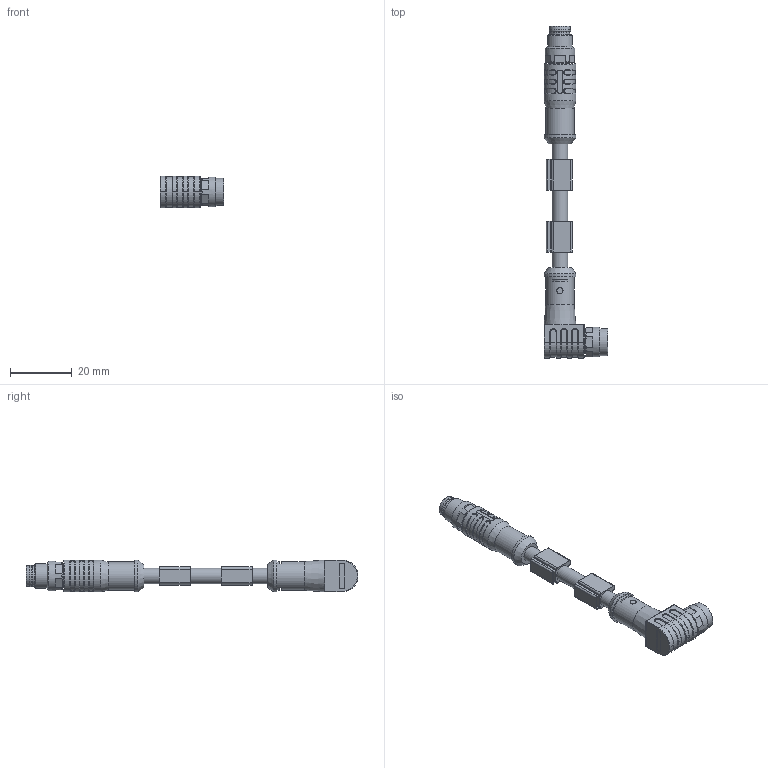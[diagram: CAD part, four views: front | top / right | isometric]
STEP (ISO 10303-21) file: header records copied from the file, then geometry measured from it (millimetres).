
FILE_DESCRIPTION(/* description */ (''),/* implementation_level */ '2;1');
FILE_NAME(/* name */ 'AL-SWKPS4_AL-SSPS4.stp',/* time_stamp */ '2015-11-12T15:58:51+01:00',/* author */ (''),/* organization */ (''),/* preprocessor_version */ 'ST-DEVELOPER v14',/* originating_system */ 'SIEMENS PLM Software NX 8.0',/* authorisation */ '');
FILE_SCHEMA (('AP203_CONFIGURATION_CONTROLLED_3D_DESIGN_OF_MECHANICAL_PARTS_AND_ASSEMBLIES_MIM_LF { 1 0 10303 403 2 1 2}'));
Length unit declared in the file: millimetre
Products named in the file (1): 5000833__Umspritzung_part_263876_20176ID
Bounding box: 20.7 x 107.5 x 10.32 mm (x, y, z)
Volume: 6660.2 mm3; surface area: 4469.2 mm2
Topology: 1 solids, 1 shells, 419 faces, 1004 edges, 607 vertices
Faces by surface type: cylinder 158, plane 126, torus 74, bspline 30, cone 23, sphere 8
Full cylindrical faces by diameter (mm): 1 x4, 1.1 x4, 2 x1, 5.1 x3, 5.7 x1, 5.8 x1, 6.5 x3, 6.9 x1, 7.2 x1, 8 x1, 8.8 x1, 9.1 x1, 9.3 x1, 9.6 x2, 10.3 x3
Entity records: 12754 total; most frequent: CARTESIAN_POINT 3302, DIRECTION 2082, ORIENTED_EDGE 1834, EDGE_CURVE 917, AXIS2_PLACEMENT_3D 869, VERTEX_POINT 579, EDGE_LOOP 502, CIRCLE 479
